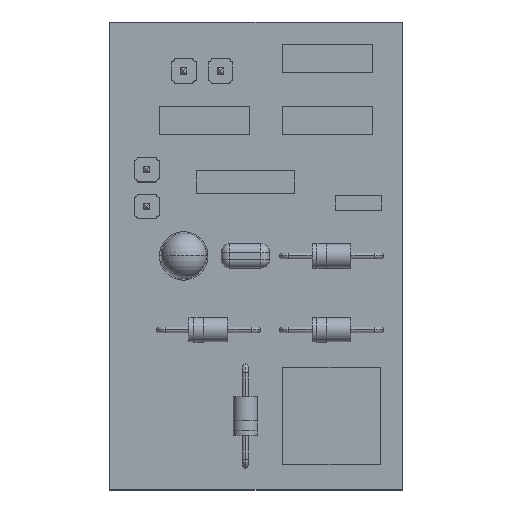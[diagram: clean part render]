
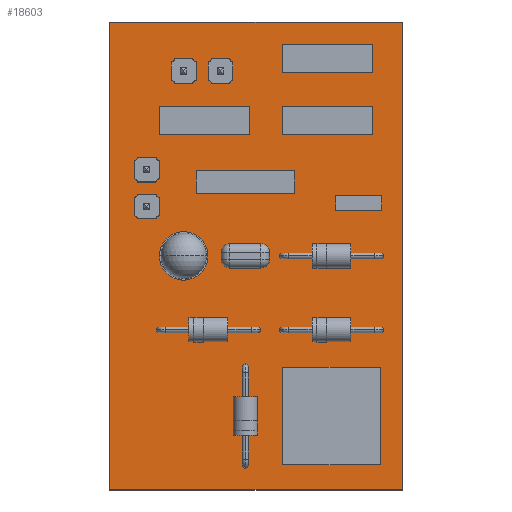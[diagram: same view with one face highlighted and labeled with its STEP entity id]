
A CAD part, top view. The second image highlights one B-rep face of the part: STEP entity #18603.
In plain terms, the highlighted planar face has unit normal (0, 0, 1).
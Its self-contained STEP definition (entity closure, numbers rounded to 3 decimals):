
#18289 = VERTEX_POINT('',#18290);
#18290 = CARTESIAN_POINT('',(35.56,19.05,1.57));
#18297 = PLANE('',#18298);
#18298 = AXIS2_PLACEMENT_3D('',#18299,#18300,#18301);
#18299 = CARTESIAN_POINT('',(35.56,19.05,0.));
#18300 = DIRECTION('',(0.,1.,0.));
#18301 = DIRECTION('',(1.,0.,0.));
#18309 = PLANE('',#18310);
#18310 = AXIS2_PLACEMENT_3D('',#18311,#18312,#18313);
#18311 = CARTESIAN_POINT('',(35.56,67.3,0.));
#18312 = DIRECTION('',(1.,0.,0.));
#18313 = DIRECTION('',(0.,-1.,0.));
#18321 = EDGE_CURVE('',#18289,#18322,#18324,.T.);
#18322 = VERTEX_POINT('',#18323);
#18323 = CARTESIAN_POINT('',(65.71,19.05,1.57));
#18324 = SURFACE_CURVE('',#18325,(#18329,#18336),.PCURVE_S1.);
#18325 = LINE('',#18326,#18327);
#18326 = CARTESIAN_POINT('',(35.56,19.05,1.57));
#18327 = VECTOR('',#18328,1.);
#18328 = DIRECTION('',(1.,0.,0.));
#18329 = PCURVE('',#18297,#18330);
#18330 = DEFINITIONAL_REPRESENTATION('',(#18331),#18335);
#18331 = LINE('',#18332,#18333);
#18332 = CARTESIAN_POINT('',(0.,-1.57));
#18333 = VECTOR('',#18334,1.);
#18334 = DIRECTION('',(1.,0.));
#18335 = ( GEOMETRIC_REPRESENTATION_CONTEXT(2) 
PARAMETRIC_REPRESENTATION_CONTEXT() REPRESENTATION_CONTEXT('2D SPACE',''
  ) );
#18336 = PCURVE('',#18337,#18342);
#18337 = PLANE('',#18338);
#18338 = AXIS2_PLACEMENT_3D('',#18339,#18340,#18341);
#18339 = CARTESIAN_POINT('',(35.56,19.05,1.57));
#18340 = DIRECTION('',(0.,0.,-1.));
#18341 = DIRECTION('',(-1.,0.,0.));
#18342 = DEFINITIONAL_REPRESENTATION('',(#18343),#18347);
#18343 = LINE('',#18344,#18345);
#18344 = CARTESIAN_POINT('',(0.,0.));
#18345 = VECTOR('',#18346,1.);
#18346 = DIRECTION('',(-1.,0.));
#18347 = ( GEOMETRIC_REPRESENTATION_CONTEXT(2) 
PARAMETRIC_REPRESENTATION_CONTEXT() REPRESENTATION_CONTEXT('2D SPACE',''
  ) );
#18365 = PLANE('',#18366);
#18366 = AXIS2_PLACEMENT_3D('',#18367,#18368,#18369);
#18367 = CARTESIAN_POINT('',(65.71,19.05,0.));
#18368 = DIRECTION('',(-1.,0.,0.));
#18369 = DIRECTION('',(0.,1.,0.));
#18407 = EDGE_CURVE('',#18322,#18408,#18410,.T.);
#18408 = VERTEX_POINT('',#18409);
#18409 = CARTESIAN_POINT('',(65.71,67.3,1.57));
#18410 = SURFACE_CURVE('',#18411,(#18415,#18422),.PCURVE_S1.);
#18411 = LINE('',#18412,#18413);
#18412 = CARTESIAN_POINT('',(65.71,19.05,1.57));
#18413 = VECTOR('',#18414,1.);
#18414 = DIRECTION('',(0.,1.,0.));
#18415 = PCURVE('',#18365,#18416);
#18416 = DEFINITIONAL_REPRESENTATION('',(#18417),#18421);
#18417 = LINE('',#18418,#18419);
#18418 = CARTESIAN_POINT('',(0.,-1.57));
#18419 = VECTOR('',#18420,1.);
#18420 = DIRECTION('',(1.,0.));
#18421 = ( GEOMETRIC_REPRESENTATION_CONTEXT(2) 
PARAMETRIC_REPRESENTATION_CONTEXT() REPRESENTATION_CONTEXT('2D SPACE',''
  ) );
#18422 = PCURVE('',#18337,#18423);
#18423 = DEFINITIONAL_REPRESENTATION('',(#18424),#18428);
#18424 = LINE('',#18425,#18426);
#18425 = CARTESIAN_POINT('',(-30.15,0.));
#18426 = VECTOR('',#18427,1.);
#18427 = DIRECTION('',(0.,1.));
#18428 = ( GEOMETRIC_REPRESENTATION_CONTEXT(2) 
PARAMETRIC_REPRESENTATION_CONTEXT() REPRESENTATION_CONTEXT('2D SPACE',''
  ) );
#18446 = PLANE('',#18447);
#18447 = AXIS2_PLACEMENT_3D('',#18448,#18449,#18450);
#18448 = CARTESIAN_POINT('',(65.71,67.3,0.));
#18449 = DIRECTION('',(0.,-1.,0.));
#18450 = DIRECTION('',(-1.,0.,0.));
#18483 = EDGE_CURVE('',#18408,#18484,#18486,.T.);
#18484 = VERTEX_POINT('',#18485);
#18485 = CARTESIAN_POINT('',(35.56,67.3,1.57));
#18486 = SURFACE_CURVE('',#18487,(#18491,#18498),.PCURVE_S1.);
#18487 = LINE('',#18488,#18489);
#18488 = CARTESIAN_POINT('',(65.71,67.3,1.57));
#18489 = VECTOR('',#18490,1.);
#18490 = DIRECTION('',(-1.,0.,0.));
#18491 = PCURVE('',#18446,#18492);
#18492 = DEFINITIONAL_REPRESENTATION('',(#18493),#18497);
#18493 = LINE('',#18494,#18495);
#18494 = CARTESIAN_POINT('',(0.,-1.57));
#18495 = VECTOR('',#18496,1.);
#18496 = DIRECTION('',(1.,0.));
#18497 = ( GEOMETRIC_REPRESENTATION_CONTEXT(2) 
PARAMETRIC_REPRESENTATION_CONTEXT() REPRESENTATION_CONTEXT('2D SPACE',''
  ) );
#18498 = PCURVE('',#18337,#18499);
#18499 = DEFINITIONAL_REPRESENTATION('',(#18500),#18504);
#18500 = LINE('',#18501,#18502);
#18501 = CARTESIAN_POINT('',(-30.15,48.25));
#18502 = VECTOR('',#18503,1.);
#18503 = DIRECTION('',(1.,0.));
#18504 = ( GEOMETRIC_REPRESENTATION_CONTEXT(2) 
PARAMETRIC_REPRESENTATION_CONTEXT() REPRESENTATION_CONTEXT('2D SPACE',''
  ) );
#18554 = EDGE_CURVE('',#18484,#18289,#18555,.T.);
#18555 = SURFACE_CURVE('',#18556,(#18560,#18567),.PCURVE_S1.);
#18556 = LINE('',#18557,#18558);
#18557 = CARTESIAN_POINT('',(35.56,67.3,1.57));
#18558 = VECTOR('',#18559,1.);
#18559 = DIRECTION('',(0.,-1.,0.));
#18560 = PCURVE('',#18309,#18561);
#18561 = DEFINITIONAL_REPRESENTATION('',(#18562),#18566);
#18562 = LINE('',#18563,#18564);
#18563 = CARTESIAN_POINT('',(0.,-1.57));
#18564 = VECTOR('',#18565,1.);
#18565 = DIRECTION('',(1.,0.));
#18566 = ( GEOMETRIC_REPRESENTATION_CONTEXT(2) 
PARAMETRIC_REPRESENTATION_CONTEXT() REPRESENTATION_CONTEXT('2D SPACE',''
  ) );
#18567 = PCURVE('',#18337,#18568);
#18568 = DEFINITIONAL_REPRESENTATION('',(#18569),#18573);
#18569 = LINE('',#18570,#18571);
#18570 = CARTESIAN_POINT('',(0.,48.25));
#18571 = VECTOR('',#18572,1.);
#18572 = DIRECTION('',(0.,-1.));
#18573 = ( GEOMETRIC_REPRESENTATION_CONTEXT(2) 
PARAMETRIC_REPRESENTATION_CONTEXT() REPRESENTATION_CONTEXT('2D SPACE',''
  ) );
#18603 = ADVANCED_FACE('',(#18604),#18337,.F.);
#18604 = FACE_BOUND('',#18605,.T.);
#18605 = EDGE_LOOP('',(#18606,#18607,#18608,#18609));
#18606 = ORIENTED_EDGE('',*,*,#18321,.T.);
#18607 = ORIENTED_EDGE('',*,*,#18407,.T.);
#18608 = ORIENTED_EDGE('',*,*,#18483,.T.);
#18609 = ORIENTED_EDGE('',*,*,#18554,.T.);
